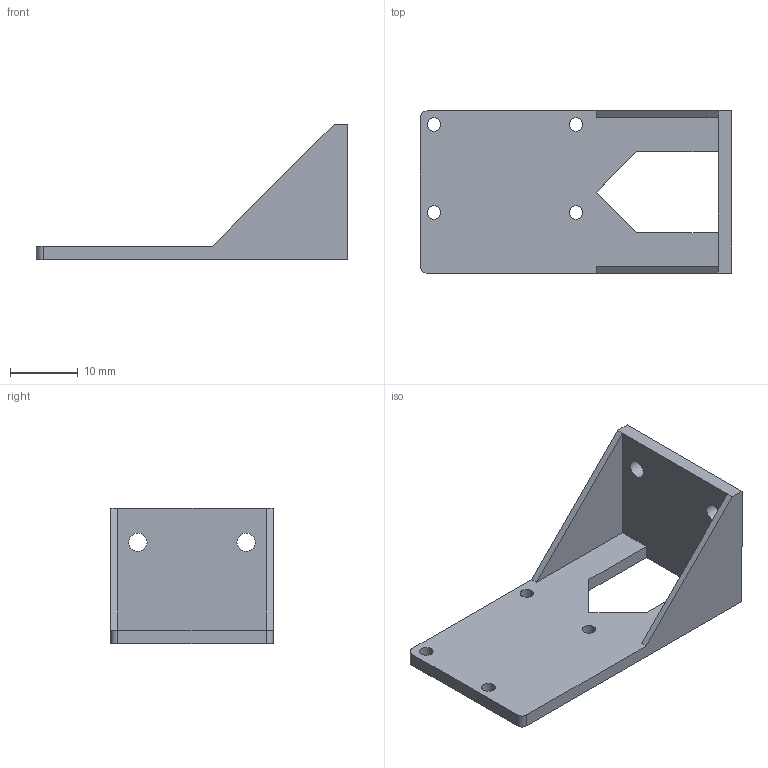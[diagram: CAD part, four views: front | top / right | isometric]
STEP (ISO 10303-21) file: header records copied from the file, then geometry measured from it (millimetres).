
FILE_DESCRIPTION(/* description */ (''),/* implementation_level */ '2;1');
FILE_NAME(/* name */ 'camera_mount.step',/* time_stamp */ '2026-02-16T15:40:08-08:00',/* author */ (''),/* organization */ (''),/* preprocessor_version */ 'ST-DEVELOPER v20.1',/* originating_system */ 'Autodesk Translation Framework v14.24.0.0',/* authorisation */ '');
FILE_SCHEMA (('AUTOMOTIVE_DESIGN { 1 0 10303 214 3 1 1 }'));
Length unit declared in the file: millimetre
Products named in the file (4): Manuel 1.0; V4 robot arm; Gripper (3); Camera mount (1)
Assembly tree (3 placements, depth 4):
  Manuel 1.0
    V4 robot arm
      Gripper (3)
        Camera mount (1)
Bounding box: 46 x 24 x 20 mm (x, y, z)
Volume: 2987.1 mm3; surface area: 3830.4 mm2
Topology: 1 solids, 1 shells, 24 faces, 67 edges, 44 vertices
Faces by surface type: plane 16, cylinder 8
Full cylindrical faces by diameter (mm): 2 x4, 2.7 x2
Entity records: 899 total; most frequent: DIRECTION 145, CARTESIAN_POINT 142, ORIENTED_EDGE 134, EDGE_CURVE 67, LINE 51, VECTOR 51, AXIS2_PLACEMENT_3D 47, VERTEX_POINT 44
